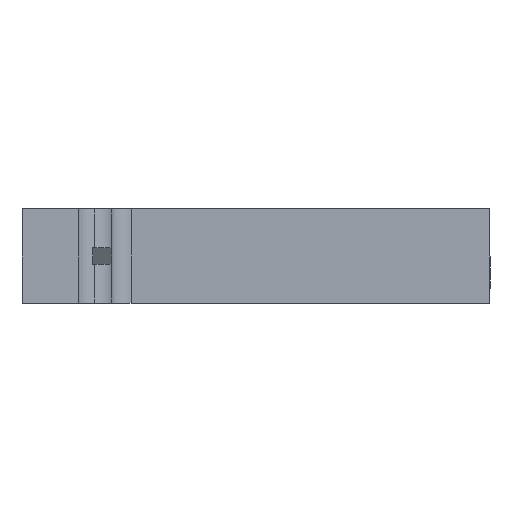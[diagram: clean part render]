
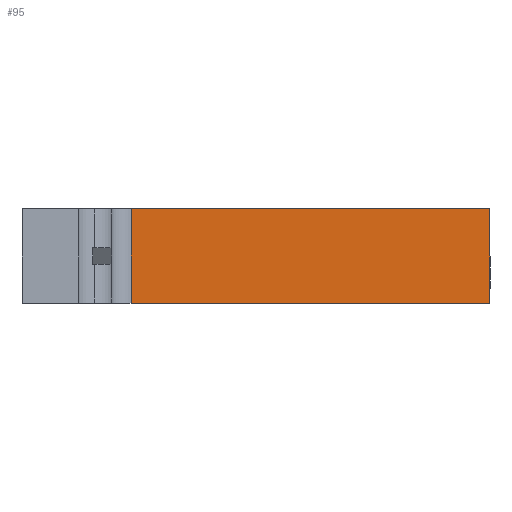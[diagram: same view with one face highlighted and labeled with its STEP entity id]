
A CAD part, left-side view. The second image highlights one B-rep face of the part: STEP entity #95.
In plain terms, the highlighted planar face has unit normal (-1, 0, 0).
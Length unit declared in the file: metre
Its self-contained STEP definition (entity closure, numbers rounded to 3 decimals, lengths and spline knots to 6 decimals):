
#95=ADVANCED_FACE('1306:594',(#218),#219,.T.);
#218=FACE_OUTER_BOUND('',#383,.T.);
#219=PLANE('',#384);
#383=EDGE_LOOP('',(#799,#800,#801,#802));
#384=AXIS2_PLACEMENT_3D('',#803,#804,#805);
#799=ORIENTED_EDGE('',*,*,#1196,.F.);
#800=ORIENTED_EDGE('',*,*,#1213,.T.);
#801=ORIENTED_EDGE('',*,*,#1214,.T.);
#802=ORIENTED_EDGE('',*,*,#1215,.T.);
#803=CARTESIAN_POINT('',(-0.018295,0.176167,0.036));
#804=DIRECTION('',(-1.0,0.,0.));
#805=DIRECTION('',(0.,0.,1.0));
#1196=EDGE_CURVE('1306:897',#1492,#1494,#1495,.T.);
#1213=EDGE_CURVE('1306:948',#1492,#1521,#1522,.T.);
#1214=EDGE_CURVE('1306:951',#1521,#1523,#1524,.F.);
#1215=EDGE_CURVE('1306:954',#1523,#1494,#1525,.F.);
#1492=VERTEX_POINT('',#2130);
#1494=VERTEX_POINT('',#2132);
#1495=LINE('',#2133,#2134);
#1521=VERTEX_POINT('',#2165);
#1522=LINE('',#2166,#2167);
#1523=VERTEX_POINT('',#2168);
#1524=LINE('',#2169,#2170);
#1525=LINE('',#2171,#2172);
#2130=CARTESIAN_POINT('',(-0.018295,0.215602,0.034));
#2132=CARTESIAN_POINT('',(-0.018295,0.215602,0.053679));
#2133=CARTESIAN_POINT('',(-0.018295,0.215602,0.043839));
#2134=VECTOR('',#2582,1.0);
#2165=CARTESIAN_POINT('',(-0.018295,0.140657,0.034));
#2166=CARTESIAN_POINT('',(-0.018295,0.186162,0.034));
#2167=VECTOR('',#2621,1.0);
#2168=CARTESIAN_POINT('',(-0.018295,0.140657,0.053679));
#2169=CARTESIAN_POINT('',(-0.018295,0.140657,0.047503));
#2170=VECTOR('',#2622,1.0);
#2171=CARTESIAN_POINT('',(-0.018295,0.186162,0.053679));
#2172=VECTOR('',#2623,1.0);
#2582=DIRECTION('',(0.,0.,1.0));
#2621=DIRECTION('',(0.,-1.0,0.));
#2622=DIRECTION('',(0.,0.,-1.0));
#2623=DIRECTION('',(0.,-1.0,0.));
